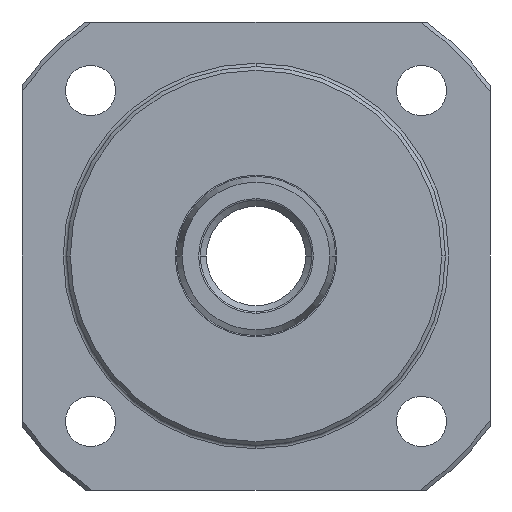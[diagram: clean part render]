
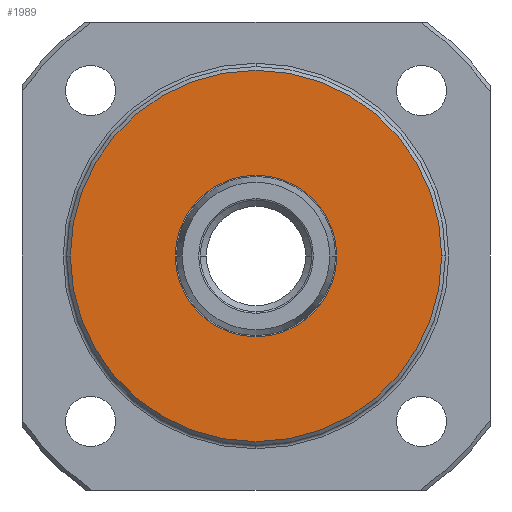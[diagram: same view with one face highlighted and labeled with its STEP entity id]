
A CAD part, left-side view. The second image highlights one B-rep face of the part: STEP entity #1989.
In plain terms, the highlighted planar face has unit normal (-1, 0, 0).
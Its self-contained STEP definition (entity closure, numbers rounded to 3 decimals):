
#887 = EDGE_CURVE( '', #2121, #1491, #2526, .T. );
#897 = EDGE_CURVE( '', #1033, #2299, #2537, .T. );
#1033 = VERTEX_POINT( '', #2698 );
#1101 = EDGE_CURVE( '', #1491, #2121, #2769, .T. );
#1491 = VERTEX_POINT( '', #3210 );
#1583 = EDGE_CURVE( '', #2299, #1033, #3313, .T. );
#1989 = ADVANCED_FACE( '', ( #3772, #3773 ), #3774, .T. );
#2121 = VERTEX_POINT( '', #3916 );
#2299 = VERTEX_POINT( '', #4111 );
#2526 = CIRCLE( '', #4375, 16.66 );
#2537 = CIRCLE( '', #4397, 7.25 );
#2698 = CARTESIAN_POINT( '', ( 0., -7.25, 0. ) );
#2769 = CIRCLE( '', #4709, 16.66 );
#3210 = CARTESIAN_POINT( '', ( 0., -16.66, 0. ) );
#3313 = CIRCLE( '', #5561, 7.25 );
#3772 = FACE_BOUND( '', #6241, .T. );
#3773 = FACE_OUTER_BOUND( '', #6242, .T. );
#3774 = PLANE( '', #6243 );
#3916 = CARTESIAN_POINT( '', ( 0., 16.66, 0. ) );
#4111 = CARTESIAN_POINT( '', ( 0., 7.25, 0. ) );
#4375 = AXIS2_PLACEMENT_3D( '', #7091, #7092, #7093 );
#4397 = AXIS2_PLACEMENT_3D( '', #7102, #7103, #7104 );
#4709 = AXIS2_PLACEMENT_3D( '', #7384, #7385, #7386 );
#5561 = AXIS2_PLACEMENT_3D( '', #8108, #8109, #8110 );
#6241 = EDGE_LOOP( '', ( #8671, #8672 ) );
#6242 = EDGE_LOOP( '', ( #8673, #8674 ) );
#6243 = AXIS2_PLACEMENT_3D( '', #8675, #8676, #8677 );
#7091 = CARTESIAN_POINT( '', ( 0., 0., 0. ) );
#7092 = DIRECTION( '', ( -1., 0., 0. ) );
#7093 = DIRECTION( '', ( 0., 1., 0. ) );
#7102 = CARTESIAN_POINT( '', ( 0., 0., 0. ) );
#7103 = DIRECTION( '', ( -1., 0., 0. ) );
#7104 = DIRECTION( '', ( 0., 1., 0. ) );
#7384 = CARTESIAN_POINT( '', ( 0., 0., 0. ) );
#7385 = DIRECTION( '', ( -1., 0., 0. ) );
#7386 = DIRECTION( '', ( 0., 1., 0. ) );
#8108 = CARTESIAN_POINT( '', ( 0., 0., 0. ) );
#8109 = DIRECTION( '', ( -1., 0., 0. ) );
#8110 = DIRECTION( '', ( 0., 1., 0. ) );
#8671 = ORIENTED_EDGE( '', *, *, #1583, .F. );
#8672 = ORIENTED_EDGE( '', *, *, #897, .F. );
#8673 = ORIENTED_EDGE( '', *, *, #887, .T. );
#8674 = ORIENTED_EDGE( '', *, *, #1101, .T. );
#8675 = CARTESIAN_POINT( '', ( 0., 11.955, 0. ) );
#8676 = DIRECTION( '', ( -1., 0., 0. ) );
#8677 = DIRECTION( '', ( 0., 1., 0. ) );
